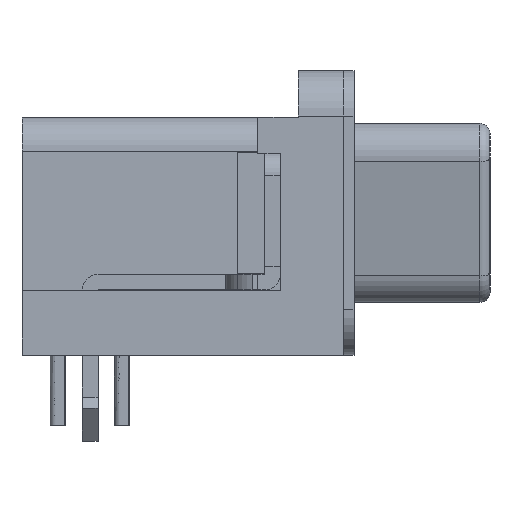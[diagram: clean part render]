
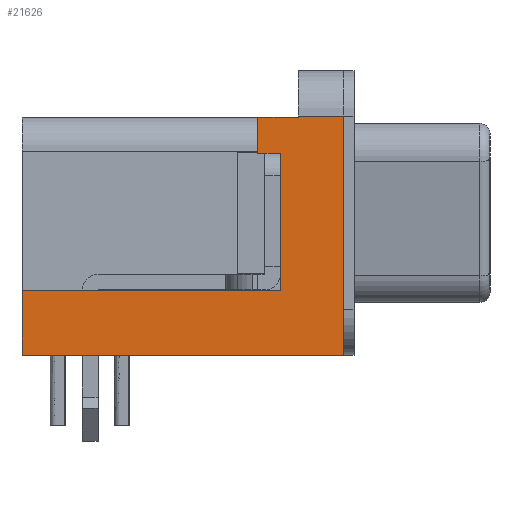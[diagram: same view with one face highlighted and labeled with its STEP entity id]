
A CAD part, left-side view. The second image highlights one B-rep face of the part: STEP entity #21626.
In plain terms, the highlighted planar face has unit normal (-1, 0, 0).
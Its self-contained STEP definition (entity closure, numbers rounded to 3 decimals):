
#1297=LINE('',#32056,#4027);
#1386=LINE('',#32298,#4116);
#1400=LINE('',#32333,#4130);
#1407=LINE('',#32350,#4137);
#1414=LINE('',#32370,#4144);
#1415=LINE('',#32372,#4145);
#1416=LINE('',#32374,#4146);
#1417=LINE('',#32376,#4147);
#1418=LINE('',#32378,#4148);
#1419=LINE('',#32379,#4149);
#4027=VECTOR('',#25627,1000.);
#4116=VECTOR('',#25804,1000.);
#4130=VECTOR('',#25826,1000.);
#4137=VECTOR('',#25841,1000.);
#4144=VECTOR('',#25860,1000.);
#4145=VECTOR('',#25861,1000.);
#4146=VECTOR('',#25862,1000.);
#4147=VECTOR('',#25863,1000.);
#4148=VECTOR('',#25864,1000.);
#4149=VECTOR('',#25865,1000.);
#7127=ORIENTED_EDGE('',*,*,#13161,.T.);
#7128=ORIENTED_EDGE('',*,*,#13198,.T.);
#7129=ORIENTED_EDGE('',*,*,#13199,.T.);
#7130=ORIENTED_EDGE('',*,*,#13200,.T.);
#7131=ORIENTED_EDGE('',*,*,#13201,.T.);
#7132=ORIENTED_EDGE('',*,*,#13202,.F.);
#7133=ORIENTED_EDGE('',*,*,#13178,.T.);
#7134=ORIENTED_EDGE('',*,*,#13203,.T.);
#7135=ORIENTED_EDGE('',*,*,#13049,.T.);
#7136=ORIENTED_EDGE('',*,*,#13188,.T.);
#13049=EDGE_CURVE('',#16015,#16014,#1297,.T.);
#13161=EDGE_CURVE('',#16124,#16123,#1386,.T.);
#13178=EDGE_CURVE('',#16138,#16140,#1400,.T.);
#13188=EDGE_CURVE('',#16014,#16124,#1407,.T.);
#13198=EDGE_CURVE('',#16123,#16154,#1414,.T.);
#13199=EDGE_CURVE('',#16154,#16155,#1415,.T.);
#13200=EDGE_CURVE('',#16155,#16156,#1416,.T.);
#13201=EDGE_CURVE('',#16156,#16157,#1417,.T.);
#13202=EDGE_CURVE('',#16138,#16157,#1418,.T.);
#13203=EDGE_CURVE('',#16140,#16015,#1419,.T.);
#16014=VERTEX_POINT('',#32055);
#16015=VERTEX_POINT('',#32057);
#16123=VERTEX_POINT('',#32297);
#16124=VERTEX_POINT('',#32299);
#16138=VERTEX_POINT('',#32328);
#16140=VERTEX_POINT('',#32332);
#16154=VERTEX_POINT('',#32371);
#16155=VERTEX_POINT('',#32373);
#16156=VERTEX_POINT('',#32375);
#16157=VERTEX_POINT('',#32377);
#17925=EDGE_LOOP('',(#7127,#7128,#7129,#7130,#7131,#7132,#7133,#7134,#7135,
#7136));
#19335=FACE_BOUND('',#17925,.T.);
#20628=PLANE('',#23072);
#21626=ADVANCED_FACE('',(#19335),#20628,.T.);
#23072=AXIS2_PLACEMENT_3D('',#32369,#25858,#25859);
#25627=DIRECTION('',(0.,0.,-1.));
#25804=DIRECTION('',(0.,0.,1.));
#25826=DIRECTION('',(0.,0.,-1.));
#25841=DIRECTION('',(0.,-1.,0.));
#25858=DIRECTION('',(-1.,0.,0.));
#25859=DIRECTION('',(0.,0.,1.));
#25860=DIRECTION('',(0.,1.,0.));
#25861=DIRECTION('',(0.,0.,-1.));
#25862=DIRECTION('',(0.,1.,0.));
#25863=DIRECTION('',(0.,0.,-1.));
#25864=DIRECTION('',(0.,1.,0.));
#25865=DIRECTION('',(0.,1.,0.));
#32055=CARTESIAN_POINT('',(-34.66,7.1,-6.275));
#32056=CARTESIAN_POINT('',(-34.66,7.1,4.225));
#32057=CARTESIAN_POINT('',(-34.66,7.1,-3.425));
#32297=CARTESIAN_POINT('',(-34.66,-7.1,4.275));
#32298=CARTESIAN_POINT('',(-34.66,-7.1,-6.275));
#32299=CARTESIAN_POINT('',(-34.66,-7.1,-6.275));
#32328=CARTESIAN_POINT('',(-34.66,-4.3,2.625));
#32332=CARTESIAN_POINT('',(-34.66,-4.3,-3.425));
#32333=CARTESIAN_POINT('',(-34.66,-4.3,2.625));
#32350=CARTESIAN_POINT('',(-34.66,7.1,-6.275));
#32369=CARTESIAN_POINT('',(-34.66,0.,0.));
#32370=CARTESIAN_POINT('',(-34.66,0.,4.275));
#32371=CARTESIAN_POINT('',(-34.66,-5.1,4.275));
#32372=CARTESIAN_POINT('',(-34.66,-5.1,6.275));
#32373=CARTESIAN_POINT('',(-34.66,-5.1,4.225));
#32374=CARTESIAN_POINT('',(-34.66,-5.1,4.225));
#32375=CARTESIAN_POINT('',(-34.66,-3.3,4.225));
#32376=CARTESIAN_POINT('',(-34.66,-3.3,4.225));
#32377=CARTESIAN_POINT('',(-34.66,-3.3,2.625));
#32378=CARTESIAN_POINT('',(-34.66,-4.3,2.625));
#32379=CARTESIAN_POINT('',(-34.66,-3.3,-3.425));
